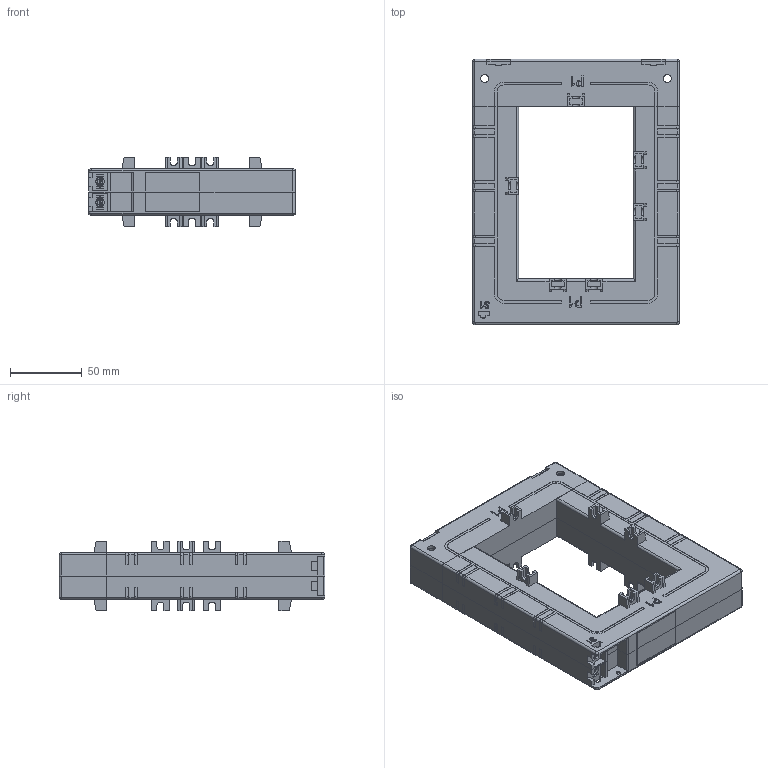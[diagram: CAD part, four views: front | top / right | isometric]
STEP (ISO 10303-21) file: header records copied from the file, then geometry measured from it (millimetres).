
FILE_DESCRIPTION(/* description */ ('STEP AP203'),/* implementation_level */ '2;1');
FILE_NAME(/* name */ 'AcuCT 3147 (SCTK731D812)_customer version.step',/* time_stamp */ '2025-06-06T16:36:39-04:00',/* author */ (''),/* organization */ (''),/* preprocessor_version */ 'ST-DEVELOPER v20.1',/* originating_system */ 'Autodesk Translation Framework v14.10.0.0',/* authorisation */ '');
FILE_SCHEMA (('AUTOMOTIVE_DESIGN { 1 0 10303 214 3 1 1 }'));
Length unit declared in the file: millimetre
Products named in the file (5): 731D; 731C-812ÏÂ¿Ç1_Ä¬ÈÏ; 731C-812ÏÂ¿Ç2_Ä¬ÈÏ; 731C-812ÉÏ¿Ç1_Ä¬ÈÏ; 731C-812ÉÏ¿Ç2_Ä¬ÈÏ
Assembly tree (4 placements, depth 2):
  731D
    731C-812ÏÂ¿Ç1_Ä¬ÈÏ
    731C-812ÏÂ¿Ç2_Ä¬ÈÏ
    731C-812ÉÏ¿Ç1_Ä¬ÈÏ
    731C-812ÉÏ¿Ç2_Ä¬ÈÏ
Bounding box: 144 x 185 x 48.4 mm (x, y, z)
Volume: 176944.4 mm3; surface area: 156325 mm2
Topology: 4 solids, 4 shells, 1332 faces, 3820 edges, 2510 vertices
Faces by surface type: plane 1109, cylinder 160, bspline 59, sphere 4
Full cylindrical faces by diameter (mm): 1.2 x2, 4 x2, 5.5 x4, 5.7 x4, 6 x2
Entity records: 46791 total; most frequent: CARTESIAN_POINT 11874, ORIENTED_EDGE 7632, DIRECTION 6598, EDGE_CURVE 3816, LINE 3378, VECTOR 3378, VERTEX_POINT 2510, AXIS2_PLACEMENT_3D 1610
